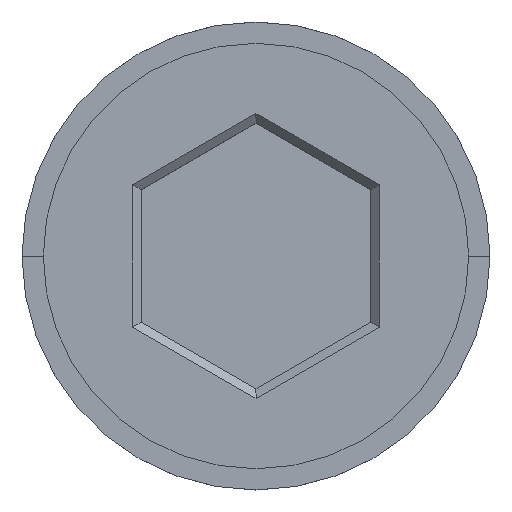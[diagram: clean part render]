
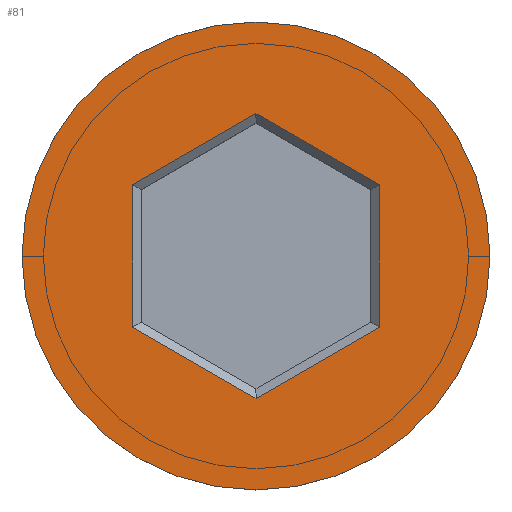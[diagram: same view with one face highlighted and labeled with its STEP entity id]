
A CAD part, top view. The second image highlights one B-rep face of the part: STEP entity #81.
In plain terms, the highlighted planar face has unit normal (0, 0, 1).
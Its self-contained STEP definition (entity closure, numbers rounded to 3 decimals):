
#2 = VECTOR ( 'NONE', #1000, 1000. ) ;
#13 = DIRECTION ( 'NONE',  ( 0., 0., 1. ) ) ;
#14 = LINE ( 'NONE', #576, #1356 ) ;
#36 = EDGE_CURVE ( 'NONE', #807, #1240, #261, .T. ) ;
#55 = EDGE_CURVE ( 'NONE', #1270, #98, #67, .T. ) ;
#67 = CIRCLE ( 'NONE', #300, 5.5 ) ;
#81 = ADVANCED_FACE ( 'NONE', ( #674, #1364 ), #128, .T. ) ;
#94 = VECTOR ( 'NONE', #959, 1000. ) ;
#98 = VERTEX_POINT ( 'NONE', #782 ) ;
#128 = PLANE ( 'NONE',  #415 ) ;
#133 = CARTESIAN_POINT ( 'NONE',  ( -2.9, 1.559, 0. ) ) ;
#196 = EDGE_CURVE ( 'NONE', #98, #1270, #914, .T. ) ;
#232 = VERTEX_POINT ( 'NONE', #1315 ) ;
#251 = ORIENTED_EDGE ( 'NONE', *, *, #1391, .T. ) ;
#261 = LINE ( 'NONE', #708, #1256 ) ;
#289 = LINE ( 'NONE', #1318, #94 ) ;
#300 = AXIS2_PLACEMENT_3D ( 'NONE', #1136, #13, #801 ) ;
#303 = ORIENTED_EDGE ( 'NONE', *, *, #753, .T. ) ;
#330 = CARTESIAN_POINT ( 'NONE',  ( 0., 0., 0. ) ) ;
#338 = DIRECTION ( 'NONE',  ( 0., 0., 1. ) ) ;
#348 = VERTEX_POINT ( 'NONE', #1049 ) ;
#351 = LINE ( 'NONE', #133, #1059 ) ;
#390 = LINE ( 'NONE', #1304, #843 ) ;
#414 = DIRECTION ( 'NONE',  ( 0., 0., 1. ) ) ;
#415 = AXIS2_PLACEMENT_3D ( 'NONE', #330, #338, #456 ) ;
#449 = EDGE_CURVE ( 'NONE', #232, #1350, #351, .T. ) ;
#456 = DIRECTION ( 'NONE',  ( 1., 0., 0. ) ) ;
#473 = DIRECTION ( 'NONE',  ( 0.866, 0.5, 0. ) ) ;
#517 = CARTESIAN_POINT ( 'NONE',  ( 0., 0., 0. ) ) ;
#576 = CARTESIAN_POINT ( 'NONE',  ( -0.1, 3.291, 0. ) ) ;
#591 = ORIENTED_EDGE ( 'NONE', *, *, #961, .T. ) ;
#674 = FACE_BOUND ( 'NONE', #947, .T. ) ;
#708 = CARTESIAN_POINT ( 'NONE',  ( 2.9, -1.559, 0. ) ) ;
#733 = CARTESIAN_POINT ( 'NONE',  ( 0., 3.349, 0. ) ) ;
#753 = EDGE_CURVE ( 'NONE', #1338, #807, #863, .T. ) ;
#782 = CARTESIAN_POINT ( 'NONE',  ( -5.5, 0., 0. ) ) ;
#798 = DIRECTION ( 'NONE',  ( 0., 1., 0. ) ) ;
#801 = DIRECTION ( 'NONE',  ( 1., 0., 0. ) ) ;
#807 = VERTEX_POINT ( 'NONE', #934 ) ;
#843 = VECTOR ( 'NONE', #951, 1000. ) ;
#863 = LINE ( 'NONE', #1326, #2 ) ;
#879 = ORIENTED_EDGE ( 'NONE', *, *, #1018, .T. ) ;
#914 = CIRCLE ( 'NONE', #942, 5.5 ) ;
#934 = CARTESIAN_POINT ( 'NONE',  ( 2.9, 1.674, 0. ) ) ;
#942 = AXIS2_PLACEMENT_3D ( 'NONE', #517, #414, #990 ) ;
#947 = EDGE_LOOP ( 'NONE', ( #879, #1422, #251, #303, #967, #591 ) ) ;
#951 = DIRECTION ( 'NONE',  ( -0.866, 0.5, 0. ) ) ;
#959 = DIRECTION ( 'NONE',  ( -0.866, -0.5, 0. ) ) ;
#961 = EDGE_CURVE ( 'NONE', #1240, #348, #289, .T. ) ;
#967 = ORIENTED_EDGE ( 'NONE', *, *, #36, .T. ) ;
#990 = DIRECTION ( 'NONE',  ( 1., 0., 0. ) ) ;
#1000 = DIRECTION ( 'NONE',  ( 0.866, -0.5, 0. ) ) ;
#1018 = EDGE_CURVE ( 'NONE', #348, #232, #390, .T. ) ;
#1025 = ORIENTED_EDGE ( 'NONE', *, *, #196, .T. ) ;
#1049 = CARTESIAN_POINT ( 'NONE',  ( 0., -3.349, 0. ) ) ;
#1059 = VECTOR ( 'NONE', #798, 1000. ) ;
#1136 = CARTESIAN_POINT ( 'NONE',  ( 0., 0., 0. ) ) ;
#1166 = DIRECTION ( 'NONE',  ( 0., -1., 0. ) ) ;
#1172 = EDGE_LOOP ( 'NONE', ( #1457, #1025 ) ) ;
#1226 = CARTESIAN_POINT ( 'NONE',  ( -2.9, 1.674, 0. ) ) ;
#1240 = VERTEX_POINT ( 'NONE', #1339 ) ;
#1241 = CARTESIAN_POINT ( 'NONE',  ( 5.5, 0., 0. ) ) ;
#1256 = VECTOR ( 'NONE', #1166, 1000. ) ;
#1270 = VERTEX_POINT ( 'NONE', #1241 ) ;
#1304 = CARTESIAN_POINT ( 'NONE',  ( -2.8, -1.732, 0. ) ) ;
#1315 = CARTESIAN_POINT ( 'NONE',  ( -2.9, -1.674, 0. ) ) ;
#1318 = CARTESIAN_POINT ( 'NONE',  ( 0.1, -3.291, 0. ) ) ;
#1326 = CARTESIAN_POINT ( 'NONE',  ( 2.8, 1.732, 0. ) ) ;
#1338 = VERTEX_POINT ( 'NONE', #733 ) ;
#1339 = CARTESIAN_POINT ( 'NONE',  ( 2.9, -1.674, 0. ) ) ;
#1350 = VERTEX_POINT ( 'NONE', #1226 ) ;
#1356 = VECTOR ( 'NONE', #473, 1000. ) ;
#1364 = FACE_OUTER_BOUND ( 'NONE', #1172, .T. ) ;
#1391 = EDGE_CURVE ( 'NONE', #1350, #1338, #14, .T. ) ;
#1422 = ORIENTED_EDGE ( 'NONE', *, *, #449, .T. ) ;
#1457 = ORIENTED_EDGE ( 'NONE', *, *, #55, .T. ) ;
